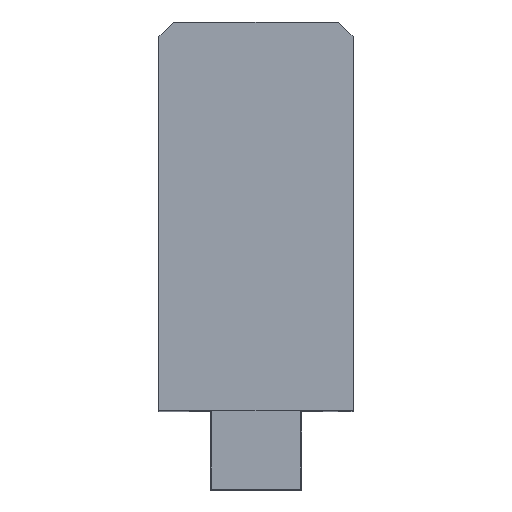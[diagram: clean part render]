
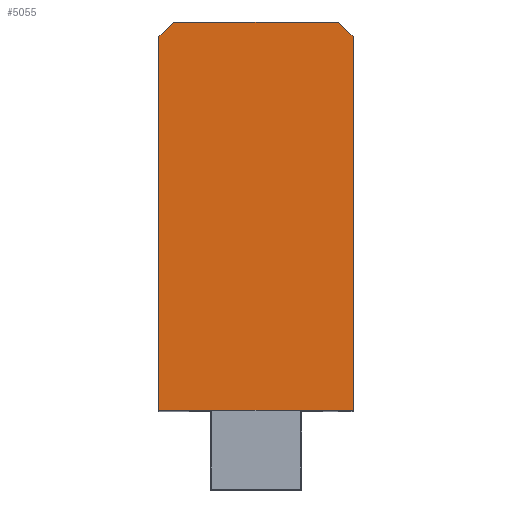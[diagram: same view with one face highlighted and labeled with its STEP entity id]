
A CAD part, top view. The second image highlights one B-rep face of the part: STEP entity #5055.
In plain terms, the highlighted planar face has unit normal (0, 0, 1).
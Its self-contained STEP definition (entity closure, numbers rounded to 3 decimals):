
#1641=DIRECTION('',(-0.707,0.707,0.));
#1642=VECTOR('',#1641,1.414);
#1643=CARTESIAN_POINT('',(6.5,12.,53.));
#1644=LINE('',#1643,#1642);
#1648=DIRECTION('',(0.,1.,0.));
#1649=VECTOR('',#1648,25.);
#1650=CARTESIAN_POINT('',(6.5,-13.,53.));
#1651=LINE('',#1650,#1649);
#1655=DIRECTION('',(1.,0.,0.));
#1656=VECTOR('',#1655,13.);
#1657=CARTESIAN_POINT('',(-6.5,-13.,53.));
#1658=LINE('',#1657,#1656);
#1662=DIRECTION('',(0.,-1.,0.));
#1663=VECTOR('',#1662,25.);
#1664=CARTESIAN_POINT('',(-6.5,12.,53.));
#1665=LINE('',#1664,#1663);
#1669=DIRECTION('',(-0.707,-0.707,0.));
#1670=VECTOR('',#1669,1.414);
#1671=CARTESIAN_POINT('',(-5.5,13.,53.));
#1672=LINE('',#1671,#1670);
#1676=DIRECTION('',(-1.,0.,0.));
#1677=VECTOR('',#1676,11.);
#1678=CARTESIAN_POINT('',(5.5,13.,53.));
#1679=LINE('',#1678,#1677);
#2921=CARTESIAN_POINT('',(-6.5,-13.,53.));
#2922=CARTESIAN_POINT('',(6.5,-13.,53.));
#2923=VERTEX_POINT('',#2921);
#2924=VERTEX_POINT('',#2922);
#3217=CARTESIAN_POINT('',(6.5,12.,53.));
#3218=VERTEX_POINT('',#3217);
#3219=CARTESIAN_POINT('',(5.5,13.,53.));
#3220=VERTEX_POINT('',#3219);
#3225=CARTESIAN_POINT('',(-5.5,13.,53.));
#3226=VERTEX_POINT('',#3225);
#3227=CARTESIAN_POINT('',(-6.5,12.,53.));
#3228=VERTEX_POINT('',#3227);
#5040=CARTESIAN_POINT('',(0.,0.,53.));
#5041=DIRECTION('',(0.,0.,1.));
#5042=DIRECTION('',(1.,0.,0.));
#5043=AXIS2_PLACEMENT_3D('',#5040,#5041,#5042);
#5044=PLANE('',#5043);
#5045=ORIENTED_EDGE('',*,*,#3456,.F.);
#5046=ORIENTED_EDGE('',*,*,#3535,.F.);
#5047=ORIENTED_EDGE('',*,*,#3560,.F.);
#5049=ORIENTED_EDGE('',*,*,#5048,.F.);
#5051=ORIENTED_EDGE('',*,*,#5050,.F.);
#5052=ORIENTED_EDGE('',*,*,#4725,.F.);
#5053=EDGE_LOOP('',(#5045,#5046,#5047,#5049,#5051,#5052));
#5054=FACE_OUTER_BOUND('',#5053,.F.);
#3456=EDGE_CURVE('',#3218,#3220,#1644,.T.);
#3535=EDGE_CURVE('',#2924,#3218,#1651,.T.);
#3560=EDGE_CURVE('',#2923,#2924,#1658,.T.);
#4725=EDGE_CURVE('',#3220,#3226,#1679,.T.);
#5048=EDGE_CURVE('',#3228,#2923,#1665,.T.);
#5050=EDGE_CURVE('',#3226,#3228,#1672,.T.);
#5055=ADVANCED_FACE('',(#5054),#5044,.T.);
